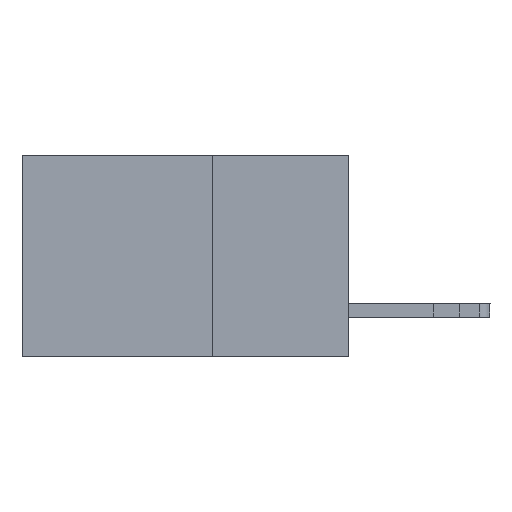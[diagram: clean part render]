
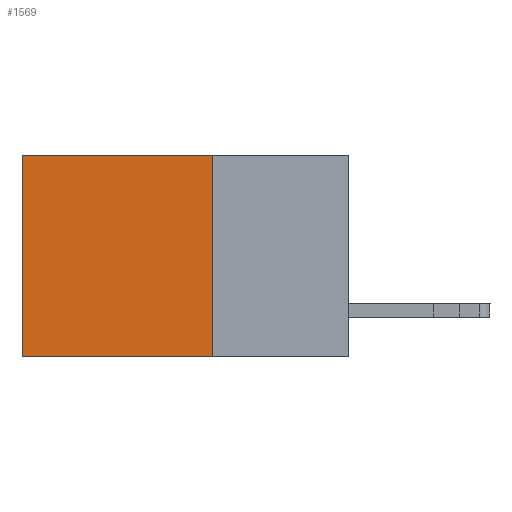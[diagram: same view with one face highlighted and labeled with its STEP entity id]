
A CAD part, left-side view. The second image highlights one B-rep face of the part: STEP entity #1569.
In plain terms, the highlighted planar face has unit normal (-1, 0, 0).
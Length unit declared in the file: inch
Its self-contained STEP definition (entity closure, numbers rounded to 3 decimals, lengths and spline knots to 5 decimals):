
#198 = VERTEX_POINT ( 'NONE', #1426 ) ;
#282 = VERTEX_POINT ( 'NONE', #6417 ) ;
#640 = VERTEX_POINT ( 'NONE', #8457 ) ;
#857 = DIRECTION ( 'NONE',  ( 1., 0., 0. ) ) ;
#1049 = CARTESIAN_POINT ( 'NONE',  ( 0.2615, 0.6, 0. ) ) ;
#1296 = ORIENTED_EDGE ( 'NONE', *, *, #8411, .F. ) ;
#1426 = CARTESIAN_POINT ( 'NONE',  ( 0.2615, 0.6, -0.37 ) ) ;
#1463 = VECTOR ( 'NONE', #9345, 39.37008 ) ;
#1569 = ADVANCED_FACE ( 'NONE', ( #3540 ), #4744, .F. ) ;
#2856 = VECTOR ( 'NONE', #10722, 39.37008 ) ;
#3077 = CARTESIAN_POINT ( 'NONE',  ( 0.2615, 0.6, -0.37 ) ) ;
#3333 = DIRECTION ( 'NONE',  ( 0., 1., 0. ) ) ;
#3502 = CARTESIAN_POINT ( 'NONE',  ( 0.2615, 0.25, -0.37 ) ) ;
#3540 = FACE_OUTER_BOUND ( 'NONE', #11548, .T. ) ;
#4744 = PLANE ( 'NONE',  #8997 ) ;
#5416 = LINE ( 'NONE', #3077, #2856 ) ;
#5553 = VERTEX_POINT ( 'NONE', #1049 ) ;
#5604 = CARTESIAN_POINT ( 'NONE',  ( 0.2615, 0.25, -0.37 ) ) ;
#5874 = ORIENTED_EDGE ( 'NONE', *, *, #6830, .T. ) ;
#6417 = CARTESIAN_POINT ( 'NONE',  ( 0.2615, 0.25, 0. ) ) ;
#6520 = LINE ( 'NONE', #11150, #1463 ) ;
#6609 = DIRECTION ( 'NONE',  ( 0., 0., -1. ) ) ;
#6830 = EDGE_CURVE ( 'NONE', #5553, #198, #5416, .T. ) ;
#6877 = VECTOR ( 'NONE', #10327, 39.37008 ) ;
#8347 = EDGE_CURVE ( 'NONE', #282, #5553, #12033, .T. ) ;
#8411 = EDGE_CURVE ( 'NONE', #640, #198, #6520, .T. ) ;
#8457 = CARTESIAN_POINT ( 'NONE',  ( 0.2615, 0.25, -0.37 ) ) ;
#8623 = ORIENTED_EDGE ( 'NONE', *, *, #10282, .F. ) ;
#8997 = AXIS2_PLACEMENT_3D ( 'NONE', #5604, #857, #6609 ) ;
#9345 = DIRECTION ( 'NONE',  ( 0., 1., 0. ) ) ;
#9453 = VECTOR ( 'NONE', #3333, 39.37008 ) ;
#9614 = ORIENTED_EDGE ( 'NONE', *, *, #8347, .T. ) ;
#10282 = EDGE_CURVE ( 'NONE', #282, #640, #11319, .T. ) ;
#10327 = DIRECTION ( 'NONE',  ( 0., 0., -1. ) ) ;
#10722 = DIRECTION ( 'NONE',  ( 0., 0., -1. ) ) ;
#11150 = CARTESIAN_POINT ( 'NONE',  ( 0.2615, 0.25, -0.37 ) ) ;
#11319 = LINE ( 'NONE', #3502, #6877 ) ;
#11548 = EDGE_LOOP ( 'NONE', ( #5874, #1296, #8623, #9614 ) ) ;
#11917 = CARTESIAN_POINT ( 'NONE',  ( 0.2615, 0.25, 0. ) ) ;
#12033 = LINE ( 'NONE', #11917, #9453 ) ;
